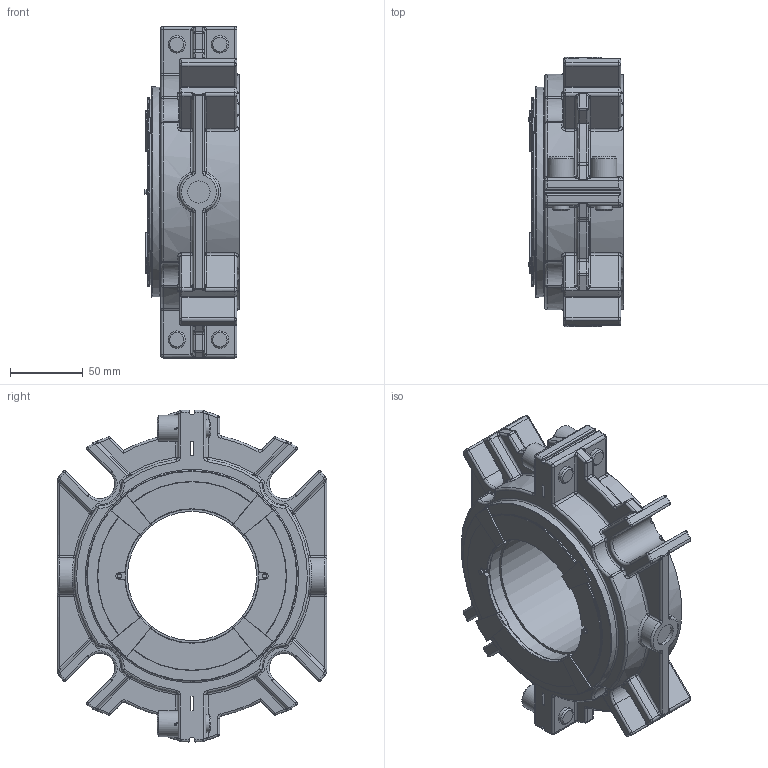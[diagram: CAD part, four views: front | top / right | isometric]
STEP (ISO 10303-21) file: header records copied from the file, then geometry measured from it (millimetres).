
FILE_DESCRIPTION(/* description */ ('Unknown'),/* implementation_level */ '2;1');
FILE_NAME(/* name */ '3.500 RDSX -32_36 SEAL ARRANGEMENT',/* time_stamp */ '2023-02-17T15:59:44-05:00',/* author */ ('Unknown'),/* organization */ ('Unknown'),/* preprocessor_version */ 'ST-DEVELOPER v16.7',/* originating_system */ 'Solid Edge',/* authorisation */ 'Unknown');
FILE_SCHEMA (('AUTOMOTIVE_DESIGN {1 0 10303 214 3 1 1}'));
Length unit declared in the file: millimetre
Products named in the file (1): 3146882
Bounding box: 66.04 x 185.37 x 228.54 mm (x, y, z)
Volume: 1091976.3 mm3; surface area: 135991.5 mm2
Topology: 1 solids, 3 shells, 1056 faces, 2620 edges, 1532 vertices
Faces by surface type: cylinder 315, plane 250, torus 196, bspline 194, sphere 80, cone 21
Full cylindrical faces by diameter (mm): 2.667 x2, 3.175 x4, 12 x8, 15.342 x2, 18 x4, 88.9 x1, 92.075 x1, 127.635 x1, 130.175 x1, 144.78 x1, 155.575 x1, 156.083 x1
Entity records: 32882 total; most frequent: CARTESIAN_POINT 9369, ORIENTED_EDGE 4926, DIRECTION 4922, EDGE_CURVE 2463, AXIS2_PLACEMENT_3D 2012, VERTEX_POINT 1487, EDGE_LOOP 1148, FACE_BOUND 1148
